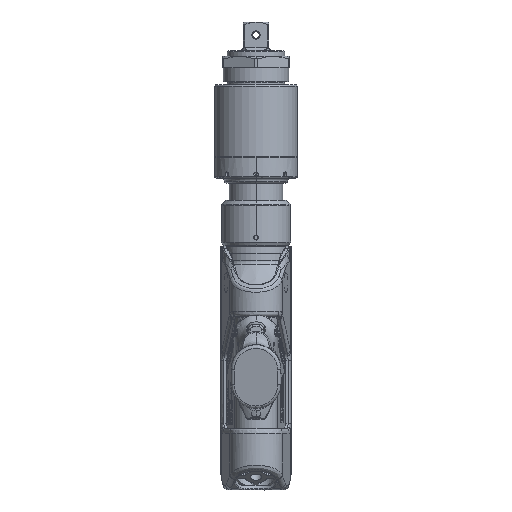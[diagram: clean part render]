
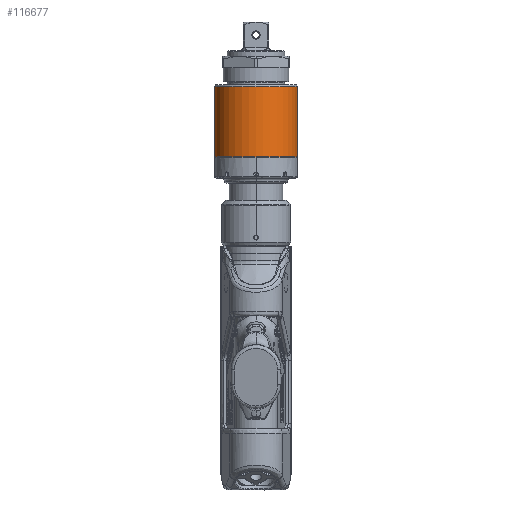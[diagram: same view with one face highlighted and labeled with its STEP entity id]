
A CAD part, front view. The second image highlights one B-rep face of the part: STEP entity #116677.
In plain terms, the highlighted cylindrical face has radius 41.75 mm (diameter 83.5 mm), a partial arc.
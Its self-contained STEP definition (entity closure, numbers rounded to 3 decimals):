
#114376=CARTESIAN_POINT('',(0.,0.,145.5));
#114377=DIRECTION('',(0.,0.,1.));
#114378=DIRECTION('',(-1.,0.,0.));
#114379=AXIS2_PLACEMENT_3D('',#114376,#114377,#114378);
#114381=DIRECTION('',(0.,0.,1.));
#114382=VECTOR('',#114381,70.9);
#114383=CARTESIAN_POINT('',(41.75,0.,74.6));
#114384=LINE('',#114383,#114382);
#114385=CARTESIAN_POINT('',(0.,0.,74.6));
#114386=DIRECTION('',(0.,0.,1.));
#114387=DIRECTION('',(-1.,0.,0.));
#114388=AXIS2_PLACEMENT_3D('',#114385,#114386,#114387);
#114390=DIRECTION('',(0.,0.,1.));
#114391=VECTOR('',#114390,70.9);
#114392=CARTESIAN_POINT('',(-41.75,0.,74.6));
#114393=LINE('',#114392,#114391);
#115240=CARTESIAN_POINT('',(-41.75,0.,74.6));
#115241=CARTESIAN_POINT('',(41.75,0.,74.6));
#115242=VERTEX_POINT('',#115240);
#115243=VERTEX_POINT('',#115241);
#115252=CARTESIAN_POINT('',(-41.75,0.,145.5));
#115253=CARTESIAN_POINT('',(41.75,0.,145.5));
#115254=VERTEX_POINT('',#115252);
#115255=VERTEX_POINT('',#115253);
#116666=CARTESIAN_POINT('',(0.,0.,188.05));
#116667=DIRECTION('',(0.,0.,-1.));
#116668=DIRECTION('',(1.,0.,0.));
#116669=AXIS2_PLACEMENT_3D('',#116666,#116667,#116668);
#116670=CYLINDRICAL_SURFACE('',#116669,41.75);
#116671=ORIENTED_EDGE('',*,*,#116660,.T.);
#116672=ORIENTED_EDGE('',*,*,#116616,.F.);
#116673=ORIENTED_EDGE('',*,*,#116597,.F.);
#116674=ORIENTED_EDGE('',*,*,#116613,.T.);
#116675=EDGE_LOOP('',(#116671,#116672,#116673,#116674));
#116676=FACE_OUTER_BOUND('',#116675,.F.);
#116677=ADVANCED_FACE('',(#116676),#116670,.T.);
#114380=CIRCLE('',#114379,41.75);
#114389=CIRCLE('',#114388,41.75);
#116597=EDGE_CURVE('',#115242,#115243,#114389,.T.);
#116613=EDGE_CURVE('',#115242,#115254,#114393,.T.);
#116616=EDGE_CURVE('',#115243,#115255,#114384,.T.);
#116660=EDGE_CURVE('',#115254,#115255,#114380,.T.);
